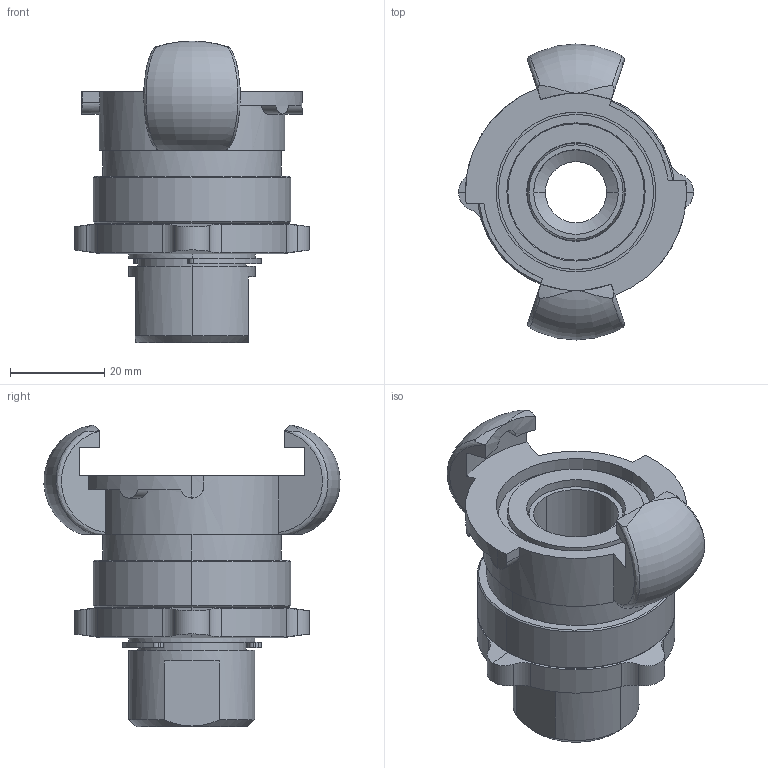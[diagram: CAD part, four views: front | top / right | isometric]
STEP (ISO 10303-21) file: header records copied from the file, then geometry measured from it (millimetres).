
FILE_DESCRIPTION (( 'STEP AP214' ), '1' );
FILE_NAME ('SSGI38.STEP', '2021-08-05T12:10:15', ( '' ), ( '' ), 'SwSTEP 2.0', 'SolidWorks 2021', '' );
FILE_SCHEMA (( 'AUTOMOTIVE_DESIGN' ));
Length unit declared in the file: millimetre
Products named in the file (1): SSGI38
Bounding box: 50 x 62.97 x 64.15 mm (x, y, z)
Volume: 48511.5 mm3; surface area: 18070.9 mm2
Topology: 1 solids, 1 shells, 140 faces, 371 edges, 244 vertices
Faces by surface type: cylinder 74, plane 36, cone 20, bspline 8, torus 2
Entity records: 7995 total; most frequent: CARTESIAN_POINT 3044, ORIENTED_EDGE 742, DIRECTION 693, EDGE_CURVE 371, AXIS2_PLACEMENT_3D 279, VERTEX_POINT 244, EDGE_LOOP 153, CIRCLE 146
